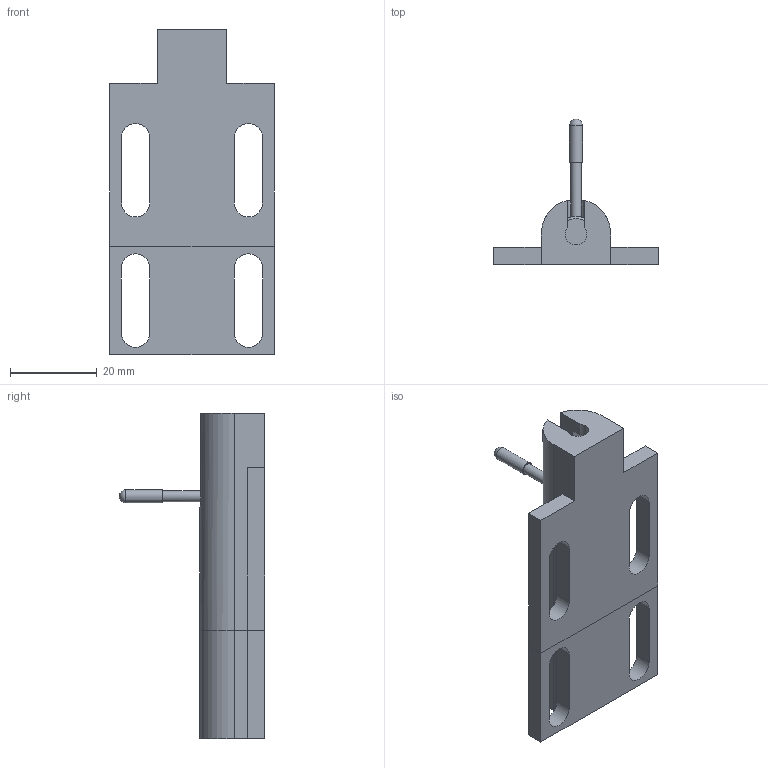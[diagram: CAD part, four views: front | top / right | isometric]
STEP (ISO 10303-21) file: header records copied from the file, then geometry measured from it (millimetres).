
FILE_DESCRIPTION( ( 'STEP AP214' ), '1' );
FILE_NAME( 'Deadbolt latch LE-CX-40A.stp', '2024-10-04T17:36:09', ( '' ), ( '' ), ' ', 'PARTsolutions', ' ' );
FILE_SCHEMA( ( 'AUTOMOTIVE_DESIGN { 1 0 10303 214 1 1 1 1 }' ) );
Length unit declared in the file: millimetre
Products named in the file (4): LE-CX-40-A; _LE-CX-40-A_dummy; _LE-CX-40-A_body1; _LE-CX-40-A_body2
Assembly tree (3 placements, depth 2):
  LE-CX-40-A
    _LE-CX-40-A_dummy
    _LE-CX-40-A_body1
    _LE-CX-40-A_body2
Bounding box: 38 x 33.5 x 75 mm (x, y, z)
Volume: 17746.6 mm3; surface area: 9307.9 mm2
Topology: 2 solids, 2 shells, 57 faces, 147 edges, 98 vertices
Faces by surface type: plane 35, cylinder 19, cone 2, sphere 1
Full cylindrical faces by diameter (mm): 2.5 x1, 3 x1, 5 x1, 8 x1, 8.2 x1
Entity records: 2308 total; most frequent: CARTESIAN_POINT 386, DIRECTION 292, ORIENTED_EDGE 272, EDGE_CURVE 136, AXIS2_PLACEMENT_3D 98, LINE 96, VECTOR 96, VERTEX_POINT 95
